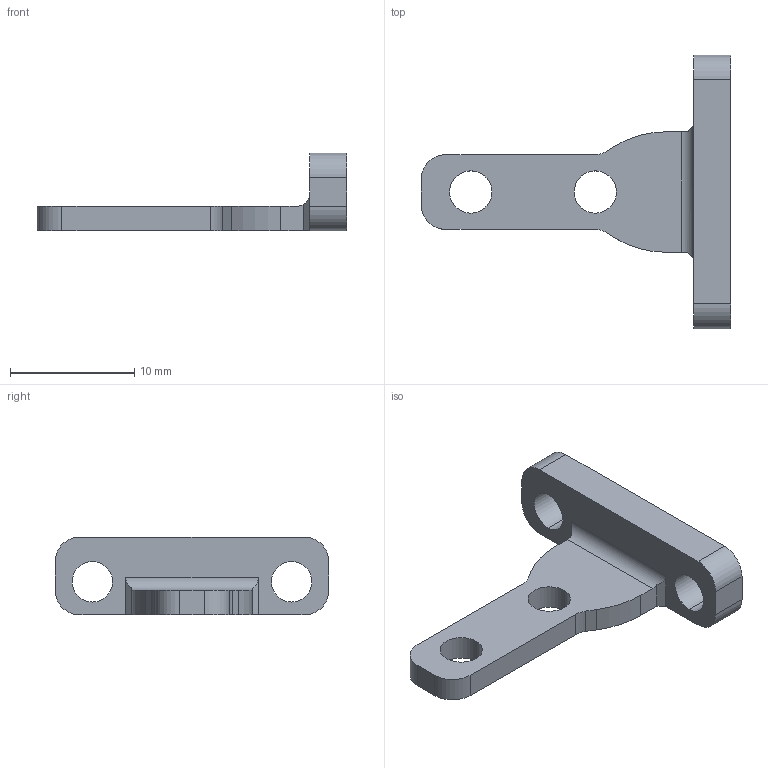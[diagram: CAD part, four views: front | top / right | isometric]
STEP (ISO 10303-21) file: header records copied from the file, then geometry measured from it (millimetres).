
FILE_DESCRIPTION (( 'STEP AP203' ), '1' );
FILE_NAME ('CB-002-010-Touch Sensor Mount.STEP', '2023-07-09T14:25:53', ( '' ), ( '' ), 'SwSTEP 2.0', 'SolidWorks 2023', '' );
FILE_SCHEMA (( 'CONFIG_CONTROL_DESIGN' ));
Length unit declared in the file: millimetre
Products named in the file (1): CB-002-010-Touch Sensor Mount
Bounding box: 24.9 x 22 x 6.26 mm (x, y, z)
Volume: 621.1 mm3; surface area: 837.5 mm2
Topology: 1 solids, 1 shells, 35 faces, 99 edges, 66 vertices
Faces by surface type: cylinder 19, plane 16
Entity records: 1244 total; most frequent: DIRECTION 207, CARTESIAN_POINT 207, ORIENTED_EDGE 198, EDGE_CURVE 99, AXIS2_PLACEMENT_3D 74, VERTEX_POINT 66, LINE 59, VECTOR 59
